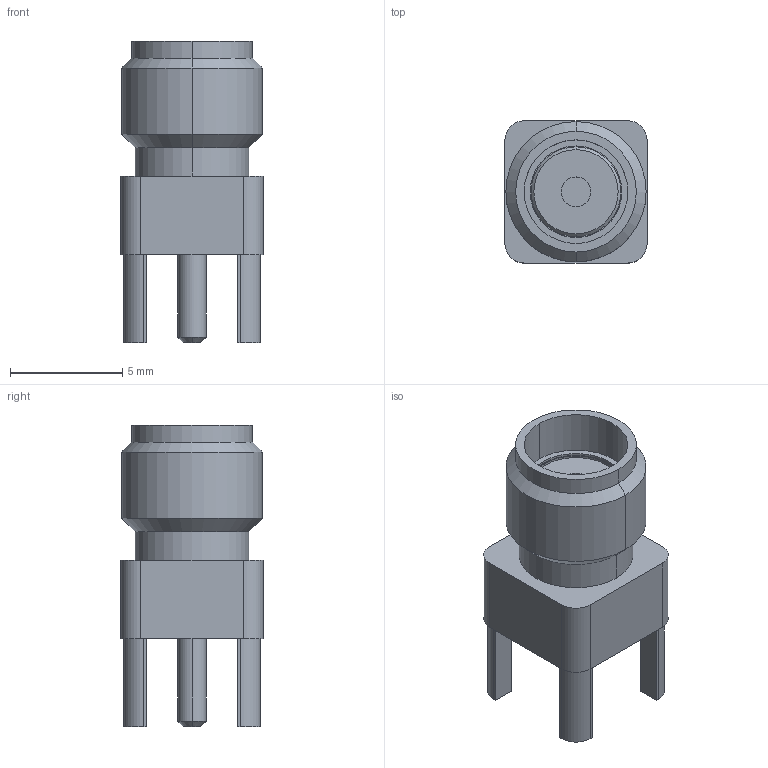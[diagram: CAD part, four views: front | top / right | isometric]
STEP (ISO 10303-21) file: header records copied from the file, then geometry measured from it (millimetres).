
FILE_DESCRIPTION(('STEP AP242'),'1');
FILE_NAME('221789-1.stp','2022-07-27T06:28:51',('TraceParts'),('TraceParts S.A.'),'Spatial InterOp 3D',' ',' ');
FILE_SCHEMA(('AP242_MANAGED_MODEL_BASED_3D_ENGINEERING_MIM_LF {1 0 10303 442 1 1 4}'));
Length unit declared in the file: millimetre
Products named in the file (1): 221789-1
Bounding box: 6.35 x 6.35 x 13.46 mm (x, y, z)
Volume: 283 mm3; surface area: 391.7 mm2
Topology: 1 solids, 1 shells, 66 faces, 150 edges, 96 vertices
Faces by surface type: plane 32, cylinder 24, cone 10
Entity records: 1869 total; most frequent: DIRECTION 340, CARTESIAN_POINT 313, ORIENTED_EDGE 300, EDGE_CURVE 150, AXIS2_PLACEMENT_3D 123, VERTEX_POINT 96, LINE 94, VECTOR 94
